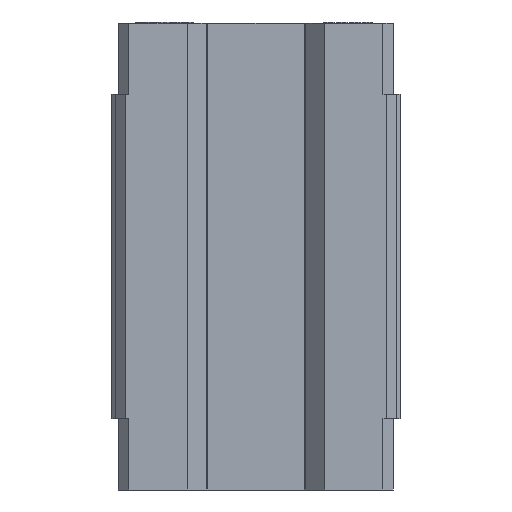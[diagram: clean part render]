
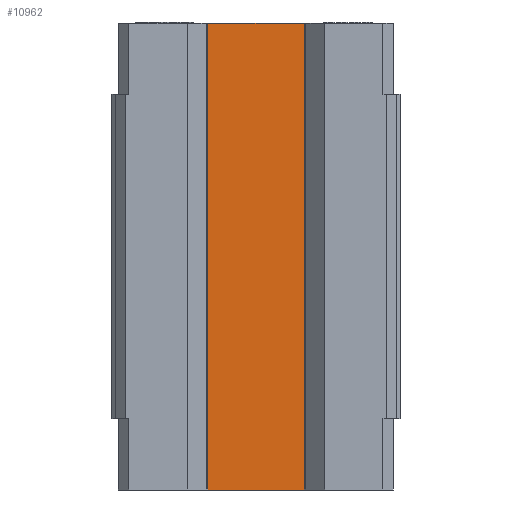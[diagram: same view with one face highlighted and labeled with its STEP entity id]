
A CAD part, front view. The second image highlights one B-rep face of the part: STEP entity #10962.
In plain terms, the highlighted planar face has unit normal (0, -1, 0).
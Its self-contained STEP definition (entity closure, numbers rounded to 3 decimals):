
#4702 = CARTESIAN_POINT ( 'NONE',  ( 14.4, 0., 69.7 ) ) ;
#4722 = VECTOR ( 'NONE', #4775, 1000. ) ;
#4723 = CARTESIAN_POINT ( 'NONE',  ( -14.4, 0., 69.7 ) ) ;
#4724 = LINE ( 'NONE', #4723, #4722 ) ;
#4740 = CARTESIAN_POINT ( 'NONE',  ( -14.4, 0., 69.7 ) ) ;
#4775 = DIRECTION ( 'NONE',  ( -1., 0., 0. ) ) ;
#4857 = CARTESIAN_POINT ( 'NONE',  ( 14.4, 0., -69.7 ) ) ;
#4859 = CARTESIAN_POINT ( 'NONE',  ( -14.4, 0., -69.7 ) ) ;
#4915 = DIRECTION ( 'NONE',  ( 0., 0., -1. ) ) ;
#4916 = VECTOR ( 'NONE', #4915, 1000. ) ;
#4917 = CARTESIAN_POINT ( 'NONE',  ( -14.4, 0., -48.5 ) ) ;
#4918 = LINE ( 'NONE', #4917, #4916 ) ;
#5390 = DIRECTION ( 'NONE',  ( 0., 0., 1. ) ) ;
#5391 = VECTOR ( 'NONE', #5390, 1000. ) ;
#5392 = CARTESIAN_POINT ( 'NONE',  ( 14.4, 0., -48.5 ) ) ;
#5393 = LINE ( 'NONE', #5392, #5391 ) ;
#5398 = DIRECTION ( 'NONE',  ( 0., 0., -1. ) ) ;
#5399 = DIRECTION ( 'NONE',  ( 0., -1., 0. ) ) ;
#5400 = CARTESIAN_POINT ( 'NONE',  ( -14.4, 0., -48.5 ) ) ;
#5401 = AXIS2_PLACEMENT_3D ( 'NONE', #5400, #5399, #5398 ) ;
#5402 = PLANE ( 'NONE',  #5401 ) ;
#5403 = FACE_OUTER_BOUND ( 'NONE', #10961, .T. ) ;
#5711 = DIRECTION ( 'NONE',  ( 1., 0., 0. ) ) ;
#5712 = VECTOR ( 'NONE', #5711, 1000. ) ;
#5713 = CARTESIAN_POINT ( 'NONE',  ( -14.4, 0., -69.7 ) ) ;
#5714 = LINE ( 'NONE', #5713, #5712 ) ;
#10561 = VERTEX_POINT ( 'NONE', #4702 ) ;
#10585 = VERTEX_POINT ( 'NONE', #4740 ) ;
#10598 = EDGE_CURVE ( 'NONE', #10561, #10585, #4724, .T. ) ;
#10635 = VERTEX_POINT ( 'NONE', #4859 ) ;
#10637 = VERTEX_POINT ( 'NONE', #4857 ) ;
#10661 = EDGE_CURVE ( 'NONE', #10585, #10635, #4918, .T. ) ;
#10943 = ORIENTED_EDGE ( 'NONE', *, *, #10598, .T. ) ;
#10945 = ORIENTED_EDGE ( 'NONE', *, *, #10661, .T. ) ;
#10955 = ORIENTED_EDGE ( 'NONE', *, *, #10968, .T. ) ;
#10959 = ORIENTED_EDGE ( 'NONE', *, *, #11182, .T. ) ;
#10961 = EDGE_LOOP ( 'NONE', ( #10959, #10955, #10943, #10945 ) ) ;
#10962 = ADVANCED_FACE ( 'NONE', ( #5403 ), #5402, .T. ) ;
#10968 = EDGE_CURVE ( 'NONE', #10637, #10561, #5393, .T. ) ;
#11182 = EDGE_CURVE ( 'NONE', #10635, #10637, #5714, .T. ) ;
